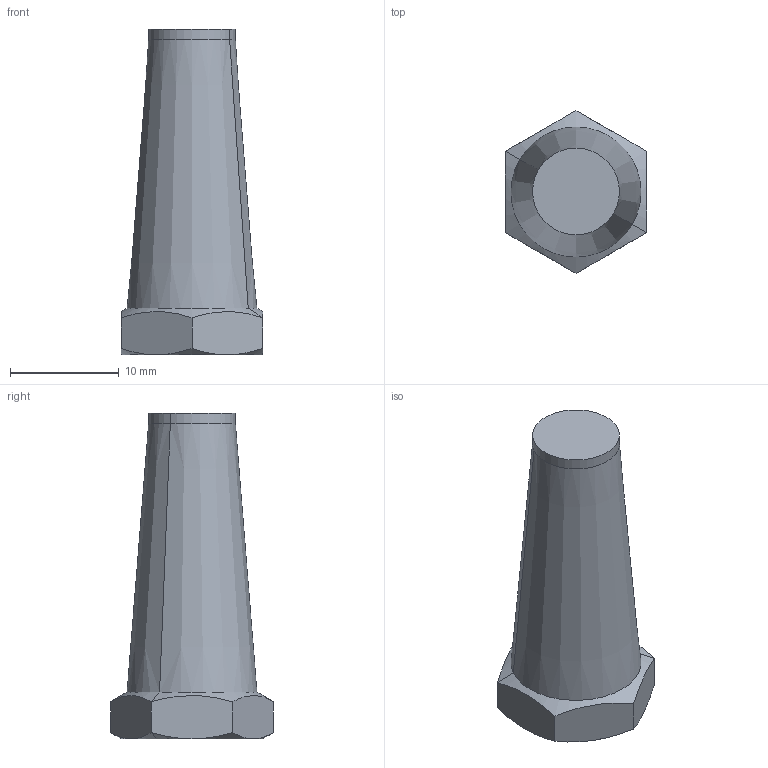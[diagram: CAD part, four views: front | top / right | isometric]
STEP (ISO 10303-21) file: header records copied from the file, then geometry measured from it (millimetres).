
FILE_DESCRIPTION (( 'STEP AP203' ), '1' );
FILE_NAME ('bj810-08030-f.STEP', '2021-10-25T00:30:00', ( '' ), ( '' ), 'SwSTEP 2.0', 'SolidWorks 2020', '' );
FILE_SCHEMA (( 'CONFIG_CONTROL_DESIGN' ));
Length unit declared in the file: millimetre
Products named in the file (1): bj810-08030-f
Bounding box: 13 x 15.01 x 30 mm (x, y, z)
Volume: 2172.8 mm3; surface area: 1428.4 mm2
Topology: 1 solids, 1 shells, 24 faces, 50 edges, 29 vertices
Faces by surface type: cone 11, plane 9, cylinder 4
Entity records: 798 total; most frequent: CARTESIAN_POINT 234, ORIENTED_EDGE 100, DIRECTION 99, EDGE_CURVE 50, AXIS2_PLACEMENT_3D 42, VERTEX_POINT 29, EDGE_LOOP 25, ADVANCED_FACE 24
